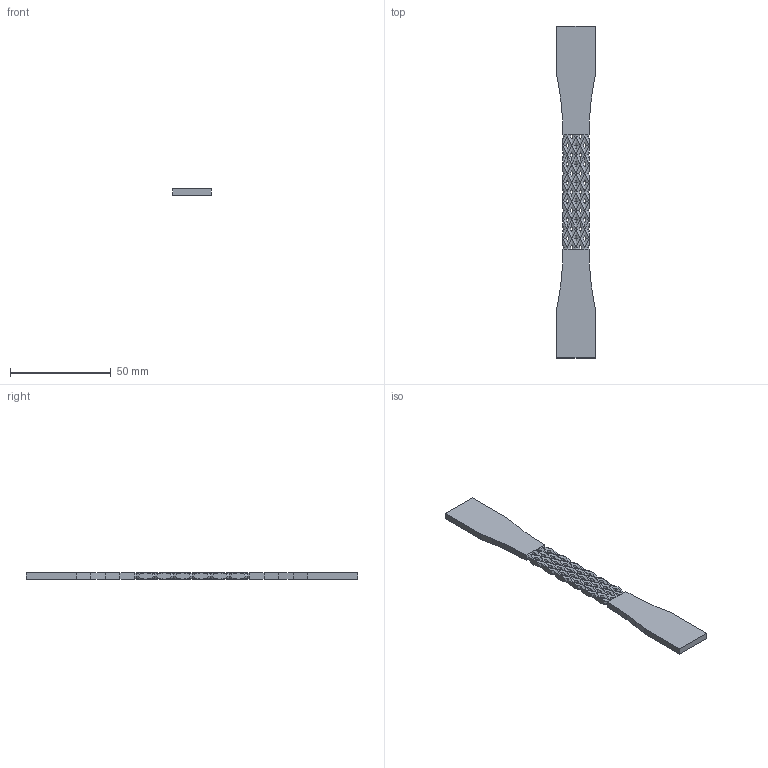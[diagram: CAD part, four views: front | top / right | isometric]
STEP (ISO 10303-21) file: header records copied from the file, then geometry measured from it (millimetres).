
FILE_DESCRIPTION(('FreeCAD Model'),'2;1');
FILE_NAME('Open CASCADE Shape Model','2021-08-03T22:49:58',('FreeCAD'),( 'FreeCAD'),'Open CASCADE STEP processor 7.5','FreeCAD','Unknown');
FILE_SCHEMA(('AUTOMOTIVE_DESIGN { 1 0 10303 214 1 1 1 1 }'));
Length unit declared in the file: millimetre
Products named in the file (1): Open CASCADE STEP translator 7.5 18
Bounding box: 19 x 165 x 3.2 mm (x, y, z)
Volume: 7664.3 mm3; surface area: 6569.3 mm2
Topology: 1 solids, 1 shells, 754 faces, 1560 edges, 744 vertices
Faces by surface type: plane 754
Entity records: 37242 total; most frequent: CARTESIAN_POINT 7675, DIRECTION 4694, LINE 3184, VECTOR 3184, ORIENTED_EDGE 3120, PCURVE 3120, DEFINITIONAL_REPRESENTATION 3120, EDGE_CURVE 1560
